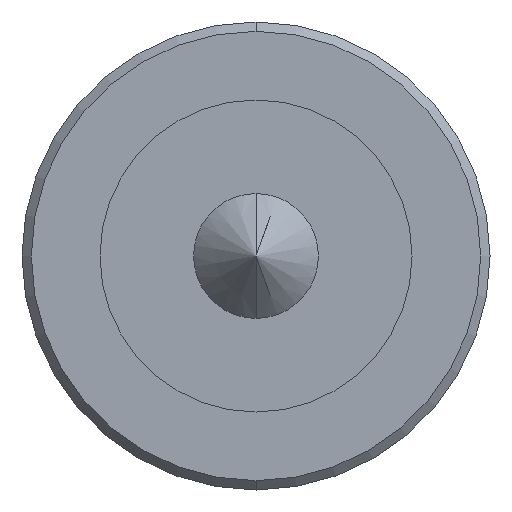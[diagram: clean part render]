
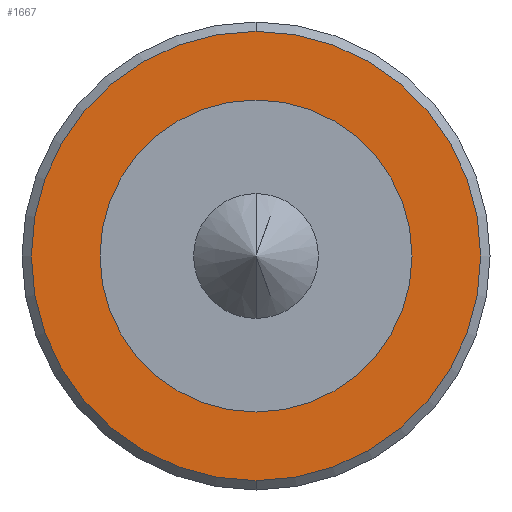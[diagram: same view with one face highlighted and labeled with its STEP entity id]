
A CAD part, front view. The second image highlights one B-rep face of the part: STEP entity #1667.
In plain terms, the highlighted planar face has unit normal (0, -1, 0).
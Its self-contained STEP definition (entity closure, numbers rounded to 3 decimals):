
#2 = DIRECTION ( 'NONE',  ( 0., 0., 1. ) ) ;
#3 = DIRECTION ( 'NONE',  ( 0., 1., 0. ) ) ;
#10 = CARTESIAN_POINT ( 'NONE',  ( 0., -8., 5. ) ) ;
#43 = VERTEX_POINT ( 'NONE', #331 ) ;
#44 = VERTEX_POINT ( 'NONE', #219 ) ;
#107 = ORIENTED_EDGE ( 'NONE', *, *, #806, .T. ) ;
#134 = ORIENTED_EDGE ( 'NONE', *, *, #1661, .T. ) ;
#211 = VERTEX_POINT ( 'NONE', #10 ) ;
#219 = CARTESIAN_POINT ( 'NONE',  ( 0., -8., 7.2 ) ) ;
#236 = ORIENTED_EDGE ( 'NONE', *, *, #795, .T. ) ;
#240 = ORIENTED_EDGE ( 'NONE', *, *, #1629, .T. ) ;
#283 = VERTEX_POINT ( 'NONE', #1829 ) ;
#331 = CARTESIAN_POINT ( 'NONE',  ( 0., -8., -5. ) ) ;
#490 = DIRECTION ( 'NONE',  ( 0., 0., -1. ) ) ;
#491 = DIRECTION ( 'NONE',  ( 0., -1., 0. ) ) ;
#501 = CARTESIAN_POINT ( 'NONE',  ( 0., -8., 0. ) ) ;
#527 = EDGE_LOOP ( 'NONE', ( #236, #134 ) ) ;
#535 = EDGE_LOOP ( 'NONE', ( #240, #107 ) ) ;
#653 = CIRCLE ( 'NONE', #946, 5. ) ;
#663 = CIRCLE ( 'NONE', #902, 7.2 ) ;
#676 = CIRCLE ( 'NONE', #1008, 7.2 ) ;
#679 = CIRCLE ( 'NONE', #1007, 5. ) ;
#795 = EDGE_CURVE ( 'NONE', #211, #43, #679, .T. ) ;
#806 = EDGE_CURVE ( 'NONE', #283, #44, #676, .T. ) ;
#857 = AXIS2_PLACEMENT_3D ( 'NONE', #1372, #1373, #1374 ) ;
#902 = AXIS2_PLACEMENT_3D ( 'NONE', #1234, #1235, #1236 ) ;
#938 = FACE_OUTER_BOUND ( 'NONE', #535, .T. ) ;
#946 = AXIS2_PLACEMENT_3D ( 'NONE', #1352, #1353, #1354 ) ;
#962 = FACE_BOUND ( 'NONE', #527, .T. ) ;
#1007 = AXIS2_PLACEMENT_3D ( 'NONE', #1115, #3, #2 ) ;
#1008 = AXIS2_PLACEMENT_3D ( 'NONE', #501, #491, #490 ) ;
#1115 = CARTESIAN_POINT ( 'NONE',  ( 0., -8., 0. ) ) ;
#1234 = CARTESIAN_POINT ( 'NONE',  ( 0., -8., 0. ) ) ;
#1235 = DIRECTION ( 'NONE',  ( 0., -1., 0. ) ) ;
#1236 = DIRECTION ( 'NONE',  ( 0., 0., -1. ) ) ;
#1352 = CARTESIAN_POINT ( 'NONE',  ( 0., -8., 0. ) ) ;
#1353 = DIRECTION ( 'NONE',  ( 0., 1., 0. ) ) ;
#1354 = DIRECTION ( 'NONE',  ( 0., 0., 1. ) ) ;
#1371 = PLANE ( 'NONE',  #857 ) ;
#1372 = CARTESIAN_POINT ( 'NONE',  ( -7.5, -8., 0. ) ) ;
#1373 = DIRECTION ( 'NONE',  ( 0., -1., 0. ) ) ;
#1374 = DIRECTION ( 'NONE',  ( 0., 0., -1. ) ) ;
#1629 = EDGE_CURVE ( 'NONE', #44, #283, #663, .T. ) ;
#1661 = EDGE_CURVE ( 'NONE', #43, #211, #653, .T. ) ;
#1667 = ADVANCED_FACE ( 'NONE', ( #938, #962 ), #1371, .T. ) ;
#1829 = CARTESIAN_POINT ( 'NONE',  ( 0., -8., -7.2 ) ) ;
